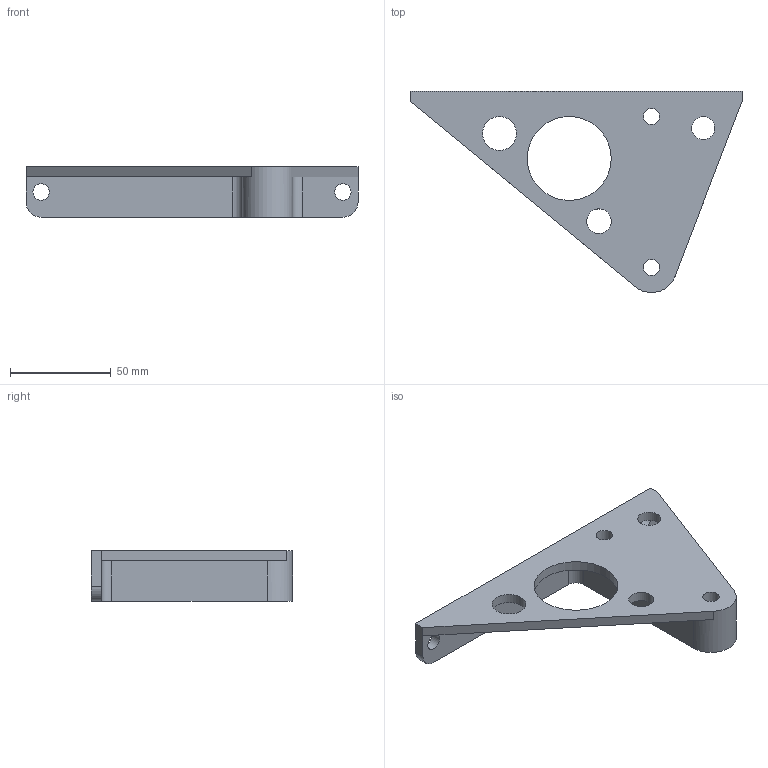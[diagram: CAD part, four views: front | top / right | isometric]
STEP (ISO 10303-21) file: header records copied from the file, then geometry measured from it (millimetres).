
FILE_DESCRIPTION((''),'2;1');
FILE_NAME('bed bracket right_MIR.ipt.step','2013-10-18T14:31:24',(''),(''),'Autodesk Inventor 2013','Autodesk Inventor 2013','');
FILE_SCHEMA(('AUTOMOTIVE_DESIGN { 1 0 10303 214 1 1 1 1 }'));
Length unit declared in the file: millimetre
Products named in the file (1): bed bracket right_MIR
Bounding box: 165 x 100 x 25 mm (x, y, z)
Volume: 95771.6 mm3; surface area: 29961.3 mm2
Topology: 1 solids, 1 shells, 40 faces, 106 edges, 70 vertices
Faces by surface type: plane 27, cylinder 13
Full cylindrical faces by diameter (mm): 8.1 x4, 11.486 x1, 12.26 x1, 16.889 x1, 41.723 x1
Entity records: 1307 total; most frequent: CARTESIAN_POINT 209, DIRECTION 208, ORIENTED_EDGE 196, EDGE_CURVE 98, VERTEX_POINT 70, VECTOR 70, LINE 70, AXIS2_PLACEMENT_3D 69
